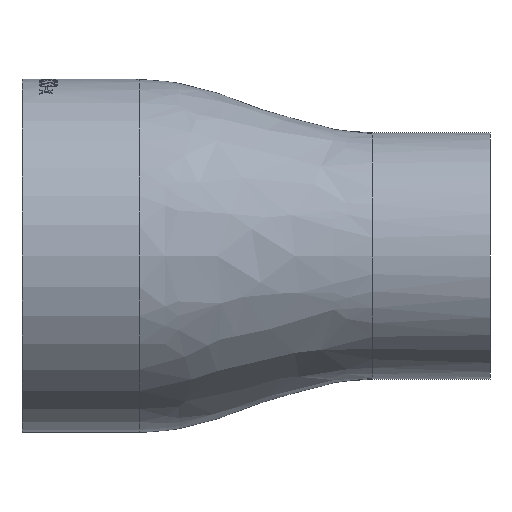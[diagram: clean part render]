
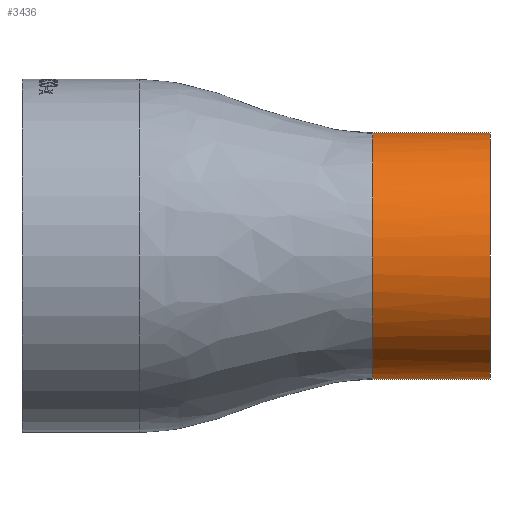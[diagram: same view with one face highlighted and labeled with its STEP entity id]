
A CAD part, front view. The second image highlights one B-rep face of the part: STEP entity #3436.
In plain terms, the highlighted cylindrical face has radius 16.85 mm (diameter 33.7 mm), a full revolution.
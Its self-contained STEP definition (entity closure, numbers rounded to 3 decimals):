
#296 = DIRECTION ( 'NONE',  ( -1., 0., 0. ) ) ;
#542 = CIRCLE ( 'NONE', #7185, 16.85 ) ;
#651 = CARTESIAN_POINT ( 'NONE',  ( 48., 9.512, -1.386 ) ) ;
#952 = CARTESIAN_POINT ( 'NONE',  ( 48., 9.55, 0. ) ) ;
#1677 = CYLINDRICAL_SURFACE ( 'NONE', #7937, 16.85 ) ;
#2204 = CARTESIAN_POINT ( 'NONE',  ( 48., 6.855, -11.716 ) ) ;
#2385 = CARTESIAN_POINT ( 'NONE',  ( 48., 9.077, 4.054 ) ) ;
#3259 = DIRECTION ( 'NONE',  ( -1., 0., 0. ) ) ;
#3436 = ADVANCED_FACE ( 'NONE', ( #8602, #8517 ), #1677, .T. ) ;
#3463 = CARTESIAN_POINT ( 'NONE',  ( 48., -16.6, -16.85 ) ) ;
#3645 = CARTESIAN_POINT ( 'NONE',  ( 48., 0.14, -16.85 ) ) ;
#4995 = CARTESIAN_POINT ( 'NONE',  ( 48., 9.55, 0.465 ) ) ;
#5834 = DIRECTION ( 'NONE',  ( 0., 0., 1. ) ) ;
#6189 = CARTESIAN_POINT ( 'NONE',  ( 48., 9.347, -2.737 ) ) ;
#6333 = DIRECTION ( 'NONE',  ( 0., 0., 1. ) ) ;
#6365 = CARTESIAN_POINT ( 'NONE',  ( 48., -24.15, -9.3 ) ) ;
#6752 = ORIENTED_EDGE ( 'NONE', *, *, #10372, .F. ) ;
#7183 = CARTESIAN_POINT ( 'NONE',  ( 38.827, -7.3, 0. ) ) ;
#7185 = AXIS2_PLACEMENT_3D ( 'NONE', #8835, #3259, #6333 ) ;
#7937 = AXIS2_PLACEMENT_3D ( 'NONE', #7183, #296, #5834 ) ;
#8517 = FACE_OUTER_BOUND ( 'NONE', #10442, .T. ) ;
#8602 = FACE_OUTER_BOUND ( 'NONE', #16917, .T. ) ;
#8835 = CARTESIAN_POINT ( 'NONE',  ( 64., -7.3, 0. ) ) ;
#8949 = CARTESIAN_POINT ( 'NONE',  ( 48., 0.14, 16.85 ) ) ;
#9314 = CARTESIAN_POINT ( 'NONE',  ( 48., -16.6, 16.85 ) ) ;
#10282 = CARTESIAN_POINT ( 'NONE',  ( 48., 9.347, 2.737 ) ) ;
#10372 = EDGE_CURVE ( 'NONE', #12983, #12983, #11946, .T. ) ;
#10442 = EDGE_LOOP ( 'NONE', ( #6752 ) ) ;
#11946 = B_SPLINE_CURVE_WITH_KNOTS ( 'NONE', 3,
 ( #17101, #12956, #651, #6189, #16112, #2204, #3645, #3463, #6365, #15743, #9314, #8949, #14397, #2385, #10282, #13405, #4995, #11997 ),
 .UNSPECIFIED., .T., .F.,
 ( 4, 1, 1, 1, 1, 2, 2, 2, 1, 1, 1, 1, 4 ),
 ( 0., 0.012, 0.025, 0.038, 0.05, 0.25, 0.5, 0.75, 0.95, 0.963, 0.975, 0.988, 1. ),
 .UNSPECIFIED. ) ;
#11997 = CARTESIAN_POINT ( 'NONE',  ( 48., 9.55, 0. ) ) ;
#12956 = CARTESIAN_POINT ( 'NONE',  ( 48., 9.55, -0.465 ) ) ;
#12983 = VERTEX_POINT ( 'NONE', #952 ) ;
#13158 = CARTESIAN_POINT ( 'NONE',  ( 64., -7.3, 16.85 ) ) ;
#13405 = CARTESIAN_POINT ( 'NONE',  ( 48., 9.512, 1.386 ) ) ;
#13578 = ORIENTED_EDGE ( 'NONE', *, *, #14072, .T. ) ;
#14072 = EDGE_CURVE ( 'NONE', #14328, #14328, #542, .T. ) ;
#14328 = VERTEX_POINT ( 'NONE', #13158 ) ;
#14397 = CARTESIAN_POINT ( 'NONE',  ( 48., 6.855, 11.716 ) ) ;
#15743 = CARTESIAN_POINT ( 'NONE',  ( 48., -24.15, 9.3 ) ) ;
#16112 = CARTESIAN_POINT ( 'NONE',  ( 48., 9.077, -4.054 ) ) ;
#16917 = EDGE_LOOP ( 'NONE', ( #13578 ) ) ;
#17101 = CARTESIAN_POINT ( 'NONE',  ( 48., 9.55, 0. ) ) ;
